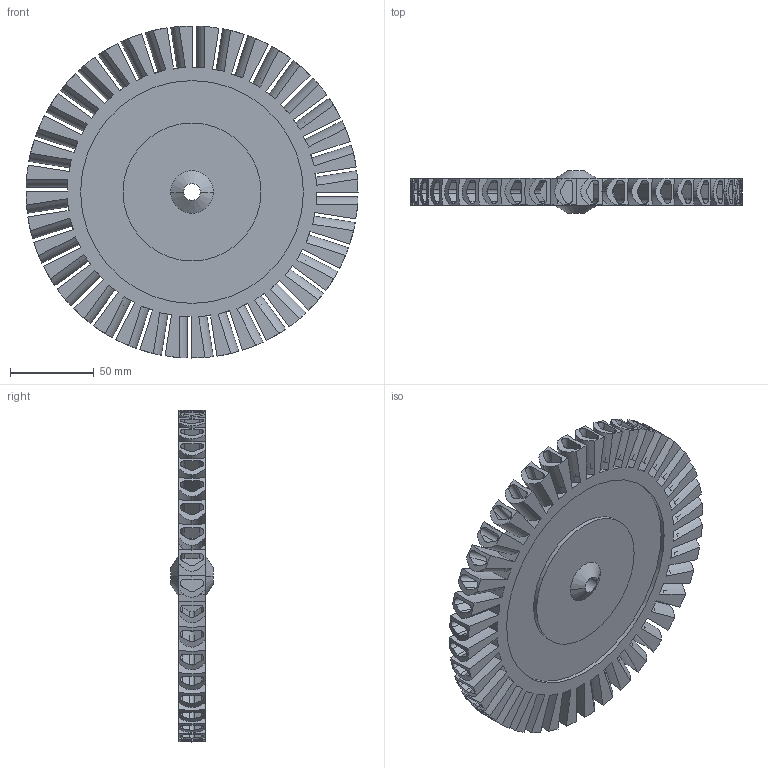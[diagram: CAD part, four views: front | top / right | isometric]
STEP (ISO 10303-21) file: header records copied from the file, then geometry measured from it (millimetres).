
FILE_DESCRIPTION (( 'STEP AP214' ), '1' );
FILE_NAME ('[TP] [Turb] Rotor50.STEP', '2024-05-10T02:28:14', ( '' ), ( '' ), 'SwSTEP 2.0', 'SolidWorks 2023', '' );
FILE_SCHEMA (( 'AUTOMOTIVE_DESIGN' ));
Length unit declared in the file: inch
Products named in the file (1): [TP] [Turb] Rotor50
Bounding box: 198.73 x 25.4 x 198.73 mm (x, y, z)
Volume: 318390.5 mm3; surface area: 125230 mm2
Topology: 1 solids, 1 shells, 580 faces, 1676 edges, 1142 vertices
Faces by surface type: cylinder 330, plane 166, bspline 80, cone 4
Entity records: 22572 total; most frequent: CARTESIAN_POINT 8360, ORIENTED_EDGE 3352, DIRECTION 2544, EDGE_CURVE 1676, VERTEX_POINT 1142, AXIS2_PLACEMENT_3D 925, VECTOR 694, LINE 694
